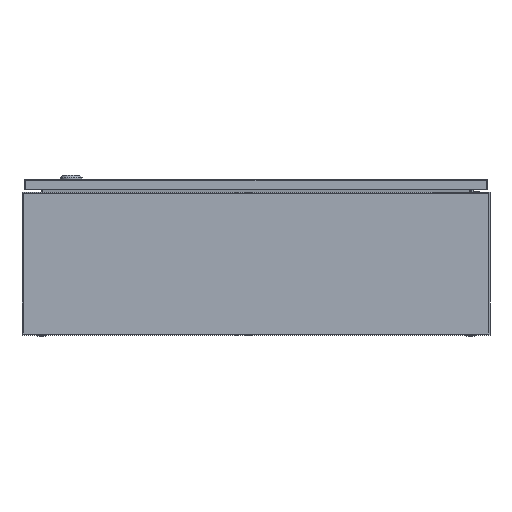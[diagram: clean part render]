
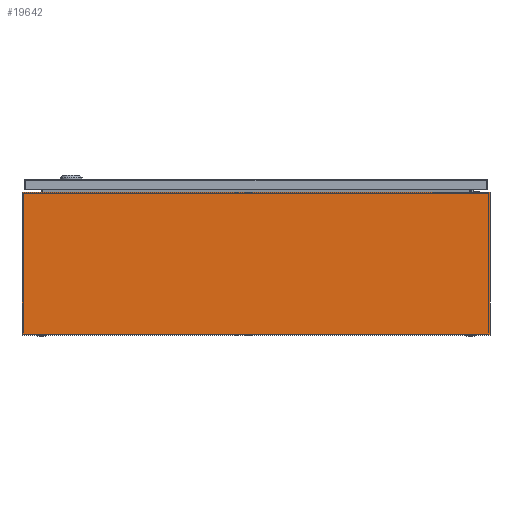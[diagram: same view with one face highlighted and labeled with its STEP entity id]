
A CAD part, front view. The second image highlights one B-rep face of the part: STEP entity #19642.
In plain terms, the highlighted planar face has unit normal (0, -1, 0).
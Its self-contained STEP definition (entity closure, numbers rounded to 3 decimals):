
#134 = DIRECTION ( 'NONE',  ( 0., 1., 0. ) ) ;
#1186 = VECTOR ( 'NONE', #14054, 1000. ) ;
#1900 = AXIS2_PLACEMENT_3D ( 'NONE', #33440, #134, #30305 ) ;
#5155 = CARTESIAN_POINT ( 'NONE',  ( 0., 0., 183. ) ) ;
#6824 = FACE_OUTER_BOUND ( 'NONE', #17326, .T. ) ;
#9635 = CARTESIAN_POINT ( 'NONE',  ( 0., 0., 0. ) ) ;
#10703 = EDGE_CURVE ( 'NONE', #20564, #26070, #40517, .T. ) ;
#11293 = VECTOR ( 'NONE', #15233, 1000. ) ;
#11665 = CARTESIAN_POINT ( 'NONE',  ( 0., 0., 183. ) ) ;
#13964 = CARTESIAN_POINT ( 'NONE',  ( 600., 0., 183. ) ) ;
#14054 = DIRECTION ( 'NONE',  ( 0., 0., -1. ) ) ;
#15233 = DIRECTION ( 'NONE',  ( 1., 0., 0. ) ) ;
#15946 = DIRECTION ( 'NONE',  ( 0., 0., -1. ) ) ;
#17326 = EDGE_LOOP ( 'NONE', ( #37842, #32894, #38427, #38131 ) ) ;
#19435 = CARTESIAN_POINT ( 'NONE',  ( 0., 0., 183. ) ) ;
#19642 = ADVANCED_FACE ( 'NONE', ( #6824 ), #30958, .F. ) ;
#20564 = VERTEX_POINT ( 'NONE', #27153 ) ;
#20679 = EDGE_CURVE ( 'NONE', #38403, #26070, #38607, .T. ) ;
#22282 = VECTOR ( 'NONE', #25006, 1000. ) ;
#24913 = EDGE_CURVE ( 'NONE', #32437, #38403, #42539, .T. ) ;
#25006 = DIRECTION ( 'NONE',  ( 1., 0., 0. ) ) ;
#25344 = CARTESIAN_POINT ( 'NONE',  ( 600., 0., 183. ) ) ;
#26070 = VERTEX_POINT ( 'NONE', #31765 ) ;
#27153 = CARTESIAN_POINT ( 'NONE',  ( 0., 0., 0. ) ) ;
#27676 = EDGE_CURVE ( 'NONE', #32437, #20564, #32399, .T. ) ;
#30305 = DIRECTION ( 'NONE',  ( 0., 0., 1. ) ) ;
#30958 = PLANE ( 'NONE',  #1900 ) ;
#31765 = CARTESIAN_POINT ( 'NONE',  ( 600., 0., 0. ) ) ;
#32399 = LINE ( 'NONE', #11665, #43365 ) ;
#32437 = VERTEX_POINT ( 'NONE', #19435 ) ;
#32894 = ORIENTED_EDGE ( 'NONE', *, *, #24913, .F. ) ;
#33440 = CARTESIAN_POINT ( 'NONE',  ( 0., 0., 183. ) ) ;
#37842 = ORIENTED_EDGE ( 'NONE', *, *, #20679, .F. ) ;
#38131 = ORIENTED_EDGE ( 'NONE', *, *, #10703, .T. ) ;
#38403 = VERTEX_POINT ( 'NONE', #13964 ) ;
#38427 = ORIENTED_EDGE ( 'NONE', *, *, #27676, .T. ) ;
#38607 = LINE ( 'NONE', #25344, #1186 ) ;
#40517 = LINE ( 'NONE', #9635, #11293 ) ;
#42539 = LINE ( 'NONE', #5155, #22282 ) ;
#43365 = VECTOR ( 'NONE', #15946, 1000. ) ;
